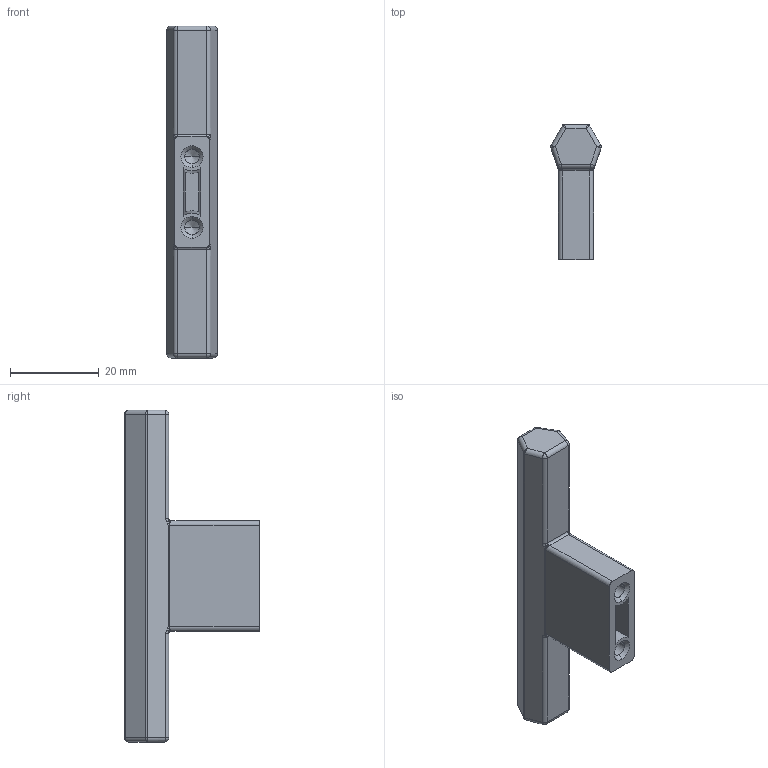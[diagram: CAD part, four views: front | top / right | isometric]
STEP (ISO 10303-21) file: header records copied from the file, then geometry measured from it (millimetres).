
FILE_DESCRIPTION(('Creo Elements/Direct Modeling STEP Export'),'2;1');
FILE_NAME('2571-75.stp','2021-07-22T13:30:21',(''),(''),'Creo Elements/Direct Modeling STEP processor for AP214 (Solid Model)','Creo Elements/Direct Modeling 20.0 12-Nov-2016 (C) Parametric Technology GmbH','');
FILE_SCHEMA(('AUTOMOTIVE_DESIGN { 1 0 10303 214 1 1 1 1 }'));
Length unit declared in the file: millimetre
Products named in the file (2): ZN-11521
Assembly tree (1 placements, depth 2):
  ZN-11521
    ZN-11521
Bounding box: 11.45 x 30.5 x 75 mm (x, y, z)
Volume: 9801.6 mm3; surface area: 5158.1 mm2
Topology: 1 solids, 1 shells, 97 faces, 230 edges, 124 vertices
Faces by surface type: cylinder 36, bspline 28, plane 19, cone 10, sphere 4
Entity records: 4105 total; most frequent: CARTESIAN_POINT 2227, ORIENTED_EDGE 428, DIRECTION 286, EDGE_CURVE 214, VERTEX_POINT 124, AXIS2_PLACEMENT_3D 103, EDGE_LOOP 102, FACE_OUTER_BOUND 97
